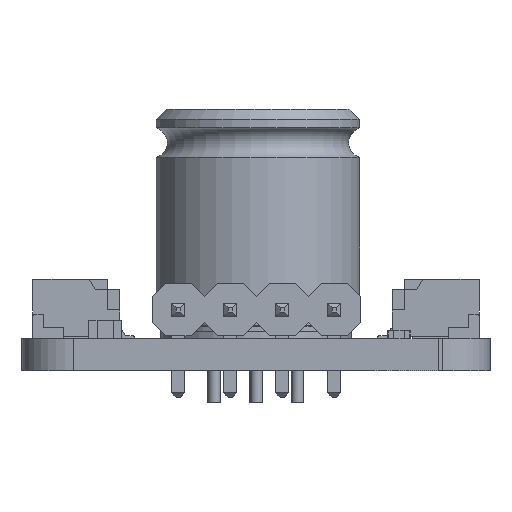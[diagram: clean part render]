
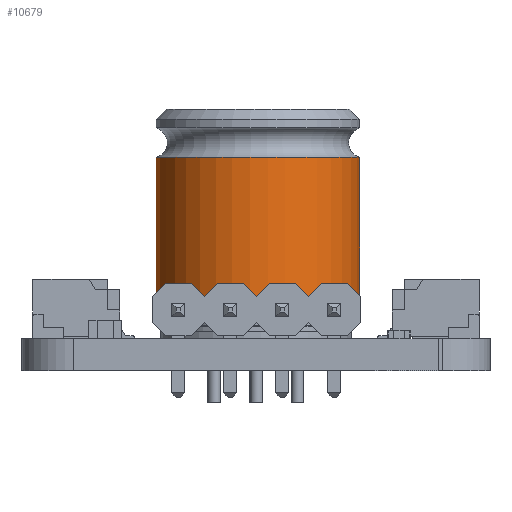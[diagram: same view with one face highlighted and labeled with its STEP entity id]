
A CAD part, front view. The second image highlights one B-rep face of the part: STEP entity #10679.
In plain terms, the highlighted cylindrical face has radius 4.983 mm (diameter 9.967 mm), a full revolution.
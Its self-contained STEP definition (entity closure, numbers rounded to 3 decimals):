
#1459=FACE_OUTER_BOUND('',#2112,.T.);
#2112=EDGE_LOOP('',(#9742,#9743,#9744,#9745));
#3267=LINE('',#17466,#4437);
#4437=VECTOR('',#14396,4.983);
#4751=CIRCLE('',#11720,4.983);
#4752=CIRCLE('',#11721,4.983);
#5649=VERTEX_POINT('',#17463);
#5650=VERTEX_POINT('',#17465);
#7020=EDGE_CURVE('',#5649,#5649,#4751,.T.);
#7021=EDGE_CURVE('',#5649,#5650,#3267,.T.);
#7022=EDGE_CURVE('',#5650,#5650,#4752,.T.);
#9742=ORIENTED_EDGE('',*,*,#7020,.F.);
#9743=ORIENTED_EDGE('',*,*,#7021,.T.);
#9744=ORIENTED_EDGE('',*,*,#7022,.T.);
#9745=ORIENTED_EDGE('',*,*,#7021,.F.);
#10168=CYLINDRICAL_SURFACE('',#11719,4.983);
#10679=ADVANCED_FACE('',(#1459),#10168,.T.);
#11719=AXIS2_PLACEMENT_3D('',#17462,#14392,#14393);
#11720=AXIS2_PLACEMENT_3D('',#17464,#14394,#14395);
#11721=AXIS2_PLACEMENT_3D('',#17467,#14397,#14398);
#14392=DIRECTION('center_axis',(0.,0.,1.));
#14393=DIRECTION('ref_axis',(-1.,0.,0.));
#14394=DIRECTION('center_axis',(0.,0.,1.));
#14395=DIRECTION('ref_axis',(-1.,0.,0.));
#14396=DIRECTION('',(0.,0.,-1.));
#14397=DIRECTION('center_axis',(0.,0.,1.));
#14398=DIRECTION('ref_axis',(-1.,0.,0.));
#17462=CARTESIAN_POINT('Origin',(0.,0.,0.79));
#17463=CARTESIAN_POINT('',(4.983,0.,9.639));
#17464=CARTESIAN_POINT('Origin',(0.,0.,9.639));
#17465=CARTESIAN_POINT('',(4.983,0.,1.58));
#17466=CARTESIAN_POINT('',(4.983,0.,0.79));
#17467=CARTESIAN_POINT('Origin',(0.,0.,1.58));
